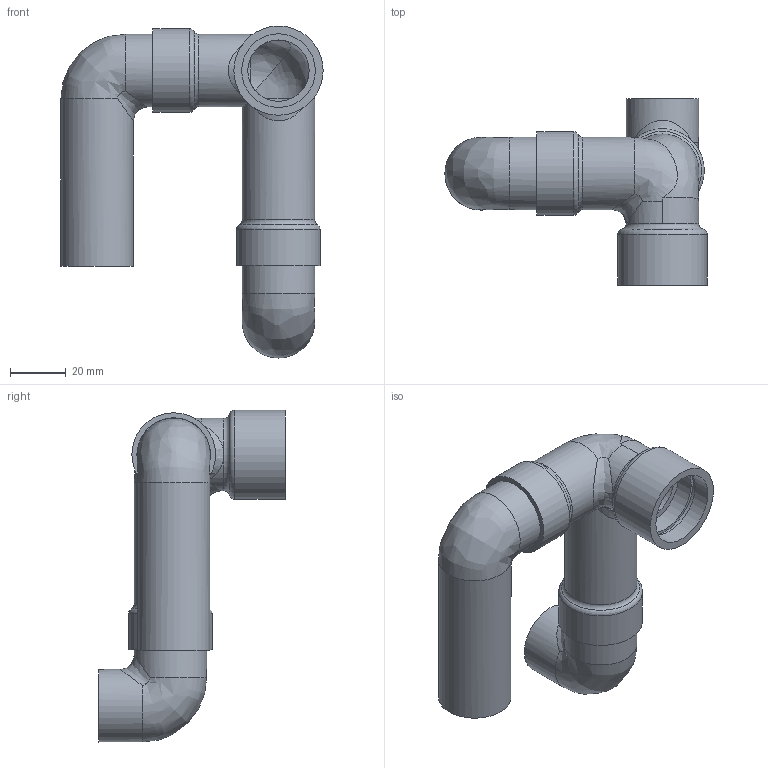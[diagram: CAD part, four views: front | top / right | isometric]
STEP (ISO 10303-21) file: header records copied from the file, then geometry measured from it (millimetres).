
FILE_DESCRIPTION(/* description */ (''),/* implementation_level */ '2;1');
FILE_NAME(/* name */ 'P-TET-000026-1.step',/* time_stamp */ '2020-08-31T12:49:03-04:00',/* author */ (''),/* organization */ (''),/* preprocessor_version */ 'ST-DEVELOPER v18.1',/* originating_system */ 'Autodesk Translation Framework v9.3.0.1241',/* authorisation */ '');
FILE_SCHEMA (('AUTOMOTIVE_DESIGN { 1 0 10303 214 3 1 1 }'));
Length unit declared in the file: millimetre
Products named in the file (1): P-TET-000026-1
Bounding box: 94 x 66.9 x 119 mm (x, y, z)
Volume: 47699.7 mm3; surface area: 46221.2 mm2
Topology: 3 solids, 3 shells, 57 faces, 142 edges, 88 vertices
Faces by surface type: cylinder 24, bspline 15, plane 12, torus 6
Full cylindrical faces by diameter (mm): 22 x7, 26 x6, 26.4 x4, 28.5 x1, 30 x2, 32 x1
Entity records: 2276 total; most frequent: CARTESIAN_POINT 925, DIRECTION 285, ORIENTED_EDGE 270, EDGE_CURVE 135, AXIS2_PLACEMENT_3D 131, VERTEX_POINT 88, CIRCLE 75, EDGE_LOOP 69
